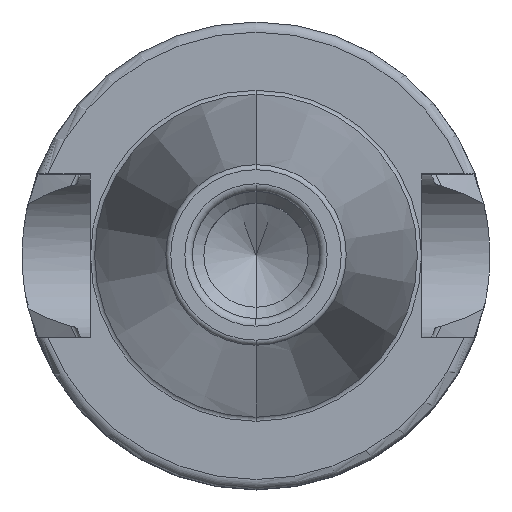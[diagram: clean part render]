
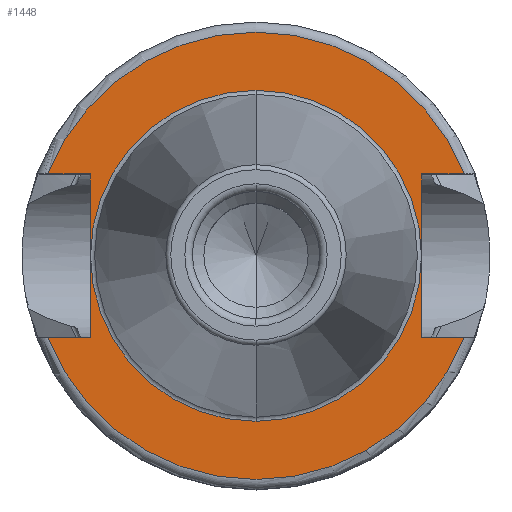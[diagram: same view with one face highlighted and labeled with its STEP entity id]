
A CAD part, top view. The second image highlights one B-rep face of the part: STEP entity #1448.
In plain terms, the highlighted planar face has unit normal (0, 0, 1).
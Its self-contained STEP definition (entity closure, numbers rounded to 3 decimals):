
#273=CARTESIAN_POINT('',(0,0,20));
#274=DIRECTION('',(0,0,-1));
#275=DIRECTION('',(0,1,0));
#276=AXIS2_PLACEMENT_3D('',#273,#274,#275);
#288=CARTESIAN_POINT('',(0,0,20));
#289=DIRECTION('',(0,0,1));
#290=DIRECTION('',(0,1,0));
#291=AXIS2_PLACEMENT_3D('',#288,#289,#290);
#293=DIRECTION('',(1,0,0));
#294=VECTOR('',#293,4.174);
#295=CARTESIAN_POINT('',(-20.474,-8.05,20));
#296=LINE('',#295,#294);
#297=DIRECTION('',(0,1,0));
#298=VECTOR('',#297,16.1);
#299=CARTESIAN_POINT('',(-16.3,-8.05,20));
#300=LINE('',#299,#298);
#301=DIRECTION('',(1,0,0));
#302=VECTOR('',#301,4.174);
#303=CARTESIAN_POINT('',(-20.474,8.05,20));
#304=LINE('',#303,#302);
#305=DIRECTION('',(-1,0,0));
#306=VECTOR('',#305,4.174);
#307=CARTESIAN_POINT('',(20.474,8.05,20));
#308=LINE('',#307,#306);
#309=DIRECTION('',(0,-1,0));
#310=VECTOR('',#309,16.1);
#311=CARTESIAN_POINT('',(16.3,8.05,20));
#312=LINE('',#311,#310);
#313=DIRECTION('',(-1,0,0));
#314=VECTOR('',#313,4.174);
#315=CARTESIAN_POINT('',(20.474,-8.05,20));
#316=LINE('',#315,#314);
#612=CARTESIAN_POINT('',(0,0,20));
#613=DIRECTION('',(0,0,1));
#614=DIRECTION('',(-0.931,-0.366,0));
#615=AXIS2_PLACEMENT_3D('',#612,#613,#614);
#629=CARTESIAN_POINT('',(0,0,20));
#630=DIRECTION('',(0,0,1));
#631=DIRECTION('',(0.931,0.366,0));
#632=AXIS2_PLACEMENT_3D('',#629,#630,#631);
#895=CARTESIAN_POINT('',(-20.474,-8.05,20));
#896=CARTESIAN_POINT('',(-16.3,-8.05,20));
#897=VERTEX_POINT('',#895);
#898=VERTEX_POINT('',#896);
#899=CARTESIAN_POINT('',(-16.3,8.05,20));
#900=VERTEX_POINT('',#899);
#901=CARTESIAN_POINT('',(-20.474,8.05,20));
#902=VERTEX_POINT('',#901);
#903=CARTESIAN_POINT('',(16.3,8.05,20));
#904=CARTESIAN_POINT('',(16.3,-8.05,20));
#905=VERTEX_POINT('',#903);
#906=VERTEX_POINT('',#904);
#907=CARTESIAN_POINT('',(20.474,-8.05,20));
#908=VERTEX_POINT('',#907);
#909=CARTESIAN_POINT('',(20.474,8.05,20));
#910=VERTEX_POINT('',#909);
#953=CARTESIAN_POINT('',(0,16.275,20));
#955=VERTEX_POINT('',#953);
#959=CARTESIAN_POINT('',(0,-16.275,20));
#961=VERTEX_POINT('',#959);
#1421=CARTESIAN_POINT('',(0,0,20));
#1422=DIRECTION('',(0,0,-1));
#1423=DIRECTION('',(0,-1,0));
#1424=AXIS2_PLACEMENT_3D('',#1421,#1422,#1423);
#1425=PLANE('',#1424);
#1427=ORIENTED_EDGE('',*,*,#1426,.T.);
#1429=ORIENTED_EDGE('',*,*,#1428,.T.);
#1431=ORIENTED_EDGE('',*,*,#1430,.F.);
#1433=ORIENTED_EDGE('',*,*,#1432,.F.);
#1435=ORIENTED_EDGE('',*,*,#1434,.T.);
#1437=ORIENTED_EDGE('',*,*,#1436,.T.);
#1439=ORIENTED_EDGE('',*,*,#1438,.F.);
#1441=ORIENTED_EDGE('',*,*,#1440,.F.);
#1442=EDGE_LOOP('',(#1427,#1429,#1431,#1433,#1435,#1437,#1439,#1441));
#1443=FACE_OUTER_BOUND('',#1442,.F.);
#1444=ORIENTED_EDGE('',*,*,#1416,.T.);
#1445=ORIENTED_EDGE('',*,*,#1400,.F.);
#1446=EDGE_LOOP('',(#1444,#1445));
#1447=FACE_BOUND('',#1446,.F.);
#1448=ADVANCED_FACE('',(#1443,#1447),#1425,.F.);
#277=CIRCLE('',#276,16.275);
#292=CIRCLE('',#291,16.275);
#616=CIRCLE('',#615,22);
#633=CIRCLE('',#632,22);
#1400=EDGE_CURVE('',#955,#961,#277,.T.);
#1416=EDGE_CURVE('',#955,#961,#292,.T.);
#1426=EDGE_CURVE('',#897,#898,#296,.T.);
#1428=EDGE_CURVE('',#898,#900,#300,.T.);
#1430=EDGE_CURVE('',#902,#900,#304,.T.);
#1432=EDGE_CURVE('',#910,#902,#633,.T.);
#1434=EDGE_CURVE('',#910,#905,#308,.T.);
#1436=EDGE_CURVE('',#905,#906,#312,.T.);
#1438=EDGE_CURVE('',#908,#906,#316,.T.);
#1440=EDGE_CURVE('',#897,#908,#616,.T.);
